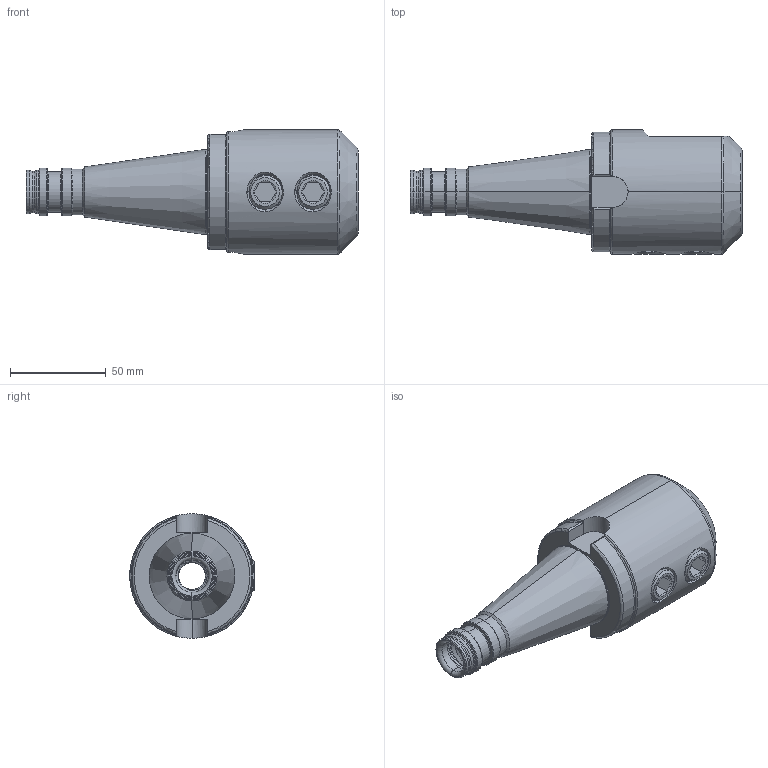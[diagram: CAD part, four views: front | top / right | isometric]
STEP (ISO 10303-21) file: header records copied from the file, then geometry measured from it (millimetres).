
FILE_DESCRIPTION (( 'STEP AP203' ), '1' );
FILE_NAME ('401.04.25.STEP', '2016-11-26T04:45:46', ( '' ), ( '' ), 'SwSTEP 2.0', 'SolidWorks 2012', '' );
FILE_SCHEMA (( 'CONFIG_CONTROL_DESIGN' ));
Length unit declared in the file: millimetre
Products named in the file (3): 側固18_M18x2_20L; 401.04.25
Assembly tree (3 placements, depth 2):
  401.04.25
    401.04.25
    側固18_M18x2_20L  x2
Bounding box: 173.4 x 65 x 65 mm (x, y, z)
Volume: 265718.3 mm3; surface area: 49144.8 mm2
Topology: 3 solids, 3 shells, 298 faces, 770 edges, 485 vertices
Faces by surface type: cylinder 135, bspline 48, plane 40, cone 38, torus 37
Entity records: 33803 total; most frequent: CARTESIAN_POINT 28108, ORIENTED_EDGE 1328, DIRECTION 911, EDGE_CURVE 664, VERTEX_POINT 418, AXIS2_PLACEMENT_3D 368, EDGE_LOOP 274, FACE_OUTER_BOUND 259
